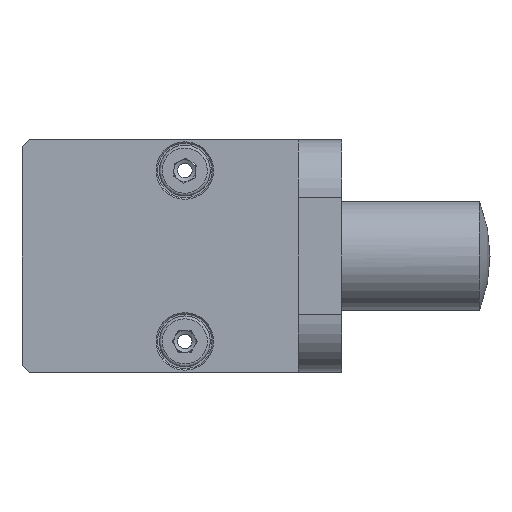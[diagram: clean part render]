
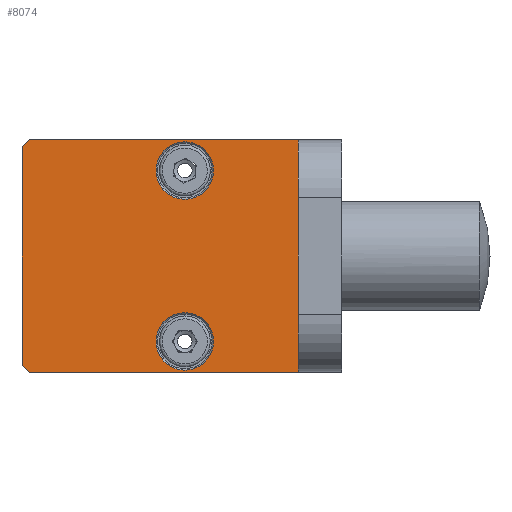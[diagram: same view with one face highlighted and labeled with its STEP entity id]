
A CAD part, left-side view. The second image highlights one B-rep face of the part: STEP entity #8074.
In plain terms, the highlighted planar face has unit normal (-1, 0, 0).
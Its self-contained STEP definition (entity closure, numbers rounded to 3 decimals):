
#214 = VECTOR ( 'NONE', #9757, 1000. ) ;
#215 = VERTEX_POINT ( 'NONE', #3240 ) ;
#396 = EDGE_CURVE ( 'NONE', #3294, #7427, #4289, .T. ) ;
#599 = AXIS2_PLACEMENT_3D ( 'NONE', #5891, #8980, #5994 ) ;
#778 = CARTESIAN_POINT ( 'NONE',  ( -90.5, 17.45, -11.75 ) ) ;
#972 = EDGE_CURVE ( 'NONE', #6673, #3294, #6952, .T. ) ;
#1391 = LINE ( 'NONE', #2814, #5479 ) ;
#1664 = EDGE_CURVE ( 'NONE', #7427, #9090, #5113, .T. ) ;
#1676 = LINE ( 'NONE', #3027, #1960 ) ;
#1889 = VERTEX_POINT ( 'NONE', #3451 ) ;
#1960 = VECTOR ( 'NONE', #8640, 1000. ) ;
#1984 = EDGE_LOOP ( 'NONE', ( #6093 ) ) ;
#2069 = FACE_BOUND ( 'NONE', #8598, .T. ) ;
#2284 = ORIENTED_EDGE ( 'NONE', *, *, #6543, .T. ) ;
#2415 = CARTESIAN_POINT ( 'NONE',  ( -90.5, 1.85, -16. ) ) ;
#2814 = CARTESIAN_POINT ( 'NONE',  ( -90.5, 1.85, -16. ) ) ;
#2854 = EDGE_LOOP ( 'NONE', ( #8671, #5966, #9845, #5216, #4234, #2284 ) ) ;
#3021 = FACE_OUTER_BOUND ( 'NONE', #2854, .T. ) ;
#3027 = CARTESIAN_POINT ( 'NONE',  ( -90.5, 1.85, 16. ) ) ;
#3070 = EDGE_CURVE ( 'NONE', #9090, #4518, #1391, .T. ) ;
#3240 = CARTESIAN_POINT ( 'NONE',  ( -90.5, 17.45, -7.8 ) ) ;
#3294 = VERTEX_POINT ( 'NONE', #4823 ) ;
#3451 = CARTESIAN_POINT ( 'NONE',  ( -90.5, 1.85, 16. ) ) ;
#3538 = DIRECTION ( 'NONE',  ( 0., 0., -1. ) ) ;
#3592 = CARTESIAN_POINT ( 'NONE',  ( -90.5, 39.85, -15. ) ) ;
#3763 = EDGE_CURVE ( 'NONE', #215, #215, #4124, .T. ) ;
#3927 = ORIENTED_EDGE ( 'NONE', *, *, #3763, .T. ) ;
#4124 = CIRCLE ( 'NONE', #8802, 3.95 ) ;
#4234 = ORIENTED_EDGE ( 'NONE', *, *, #3070, .T. ) ;
#4289 = LINE ( 'NONE', #3592, #5850 ) ;
#4324 = DIRECTION ( 'NONE',  ( 0., 1., 0. ) ) ;
#4445 = AXIS2_PLACEMENT_3D ( 'NONE', #4519, #8359, #8264 ) ;
#4518 = VERTEX_POINT ( 'NONE', #2415 ) ;
#4519 = CARTESIAN_POINT ( 'NONE',  ( -90.5, 17.45, 11.75 ) ) ;
#4823 = CARTESIAN_POINT ( 'NONE',  ( -90.5, 39.85, 15. ) ) ;
#5113 = LINE ( 'NONE', #6679, #214 ) ;
#5216 = ORIENTED_EDGE ( 'NONE', *, *, #1664, .T. ) ;
#5479 = VECTOR ( 'NONE', #6738, 1000. ) ;
#5572 = DIRECTION ( 'NONE',  ( 1., 0., 0. ) ) ;
#5850 = VECTOR ( 'NONE', #3538, 1000. ) ;
#5891 = CARTESIAN_POINT ( 'NONE',  ( -90.5, 1.85, 16. ) ) ;
#5966 = ORIENTED_EDGE ( 'NONE', *, *, #972, .T. ) ;
#5994 = DIRECTION ( 'NONE',  ( 0., 0., 1. ) ) ;
#6093 = ORIENTED_EDGE ( 'NONE', *, *, #8535, .T. ) ;
#6166 = CARTESIAN_POINT ( 'NONE',  ( -90.5, 39.85, -15. ) ) ;
#6543 = EDGE_CURVE ( 'NONE', #4518, #1889, #1676, .T. ) ;
#6592 = CARTESIAN_POINT ( 'NONE',  ( -90.5, 38.85, -16. ) ) ;
#6673 = VERTEX_POINT ( 'NONE', #9592 ) ;
#6679 = CARTESIAN_POINT ( 'NONE',  ( -90.5, 38.85, -16. ) ) ;
#6702 = FACE_BOUND ( 'NONE', #1984, .T. ) ;
#6738 = DIRECTION ( 'NONE',  ( 0., -1., 0. ) ) ;
#6859 = CIRCLE ( 'NONE', #4445, 3.95 ) ;
#6952 = LINE ( 'NONE', #9517, #8828 ) ;
#7085 = DIRECTION ( 'NONE',  ( 0., 0., 1. ) ) ;
#7272 = VERTEX_POINT ( 'NONE', #8177 ) ;
#7427 = VERTEX_POINT ( 'NONE', #6166 ) ;
#8074 = ADVANCED_FACE ( 'NONE', ( #6702, #2069, #3021 ), #8277, .F. ) ;
#8177 = CARTESIAN_POINT ( 'NONE',  ( -90.5, 17.45, 15.7 ) ) ;
#8264 = DIRECTION ( 'NONE',  ( 0., 0., 1. ) ) ;
#8267 = CARTESIAN_POINT ( 'NONE',  ( -90.5, 38.85, 16. ) ) ;
#8277 = PLANE ( 'NONE',  #599 ) ;
#8359 = DIRECTION ( 'NONE',  ( 1., 0., 0. ) ) ;
#8367 = VECTOR ( 'NONE', #4324, 1000. ) ;
#8535 = EDGE_CURVE ( 'NONE', #7272, #7272, #6859, .T. ) ;
#8598 = EDGE_LOOP ( 'NONE', ( #3927 ) ) ;
#8640 = DIRECTION ( 'NONE',  ( 0., 0., 1. ) ) ;
#8671 = ORIENTED_EDGE ( 'NONE', *, *, #9168, .T. ) ;
#8802 = AXIS2_PLACEMENT_3D ( 'NONE', #778, #5572, #7085 ) ;
#8807 = DIRECTION ( 'NONE',  ( 0., 0.707, -0.707 ) ) ;
#8828 = VECTOR ( 'NONE', #8807, 1000. ) ;
#8969 = LINE ( 'NONE', #8267, #8367 ) ;
#8980 = DIRECTION ( 'NONE',  ( 1., 0., 0. ) ) ;
#9090 = VERTEX_POINT ( 'NONE', #6592 ) ;
#9168 = EDGE_CURVE ( 'NONE', #1889, #6673, #8969, .T. ) ;
#9517 = CARTESIAN_POINT ( 'NONE',  ( -90.5, 39.85, 15. ) ) ;
#9592 = CARTESIAN_POINT ( 'NONE',  ( -90.5, 38.85, 16. ) ) ;
#9757 = DIRECTION ( 'NONE',  ( 0., -0.707, -0.707 ) ) ;
#9845 = ORIENTED_EDGE ( 'NONE', *, *, #396, .T. ) ;
